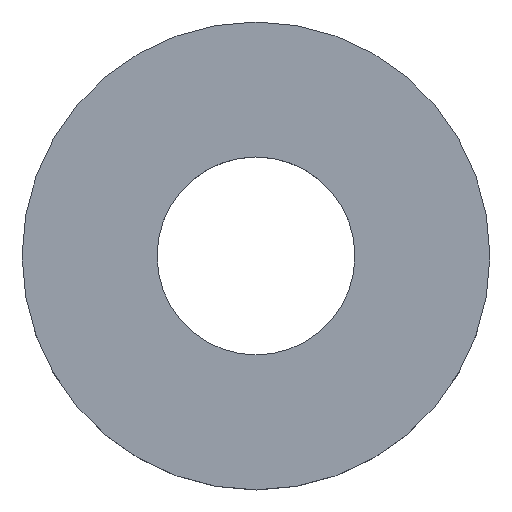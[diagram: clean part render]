
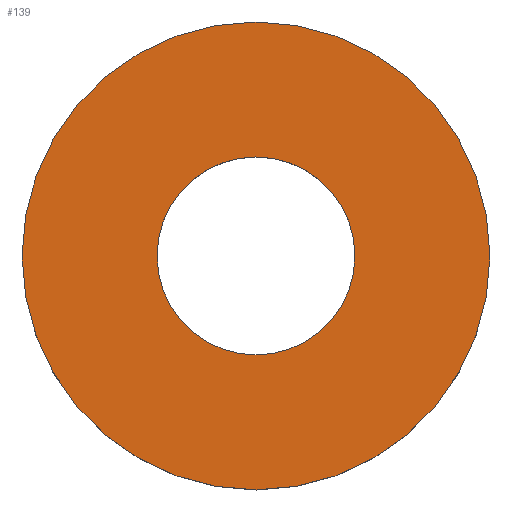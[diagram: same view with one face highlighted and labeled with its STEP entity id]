
A CAD part, top view. The second image highlights one B-rep face of the part: STEP entity #139.
In plain terms, the highlighted planar face has unit normal (0, 0, 1).
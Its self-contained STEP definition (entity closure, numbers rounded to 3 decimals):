
#22=FACE_BOUND('',#48,.T.);
#27=PLANE('',#171);
#34=FACE_OUTER_BOUND('',#47,.T.);
#47=EDGE_LOOP('',(#113));
#48=EDGE_LOOP('',(#114));
#70=CIRCLE('',#170,11.);
#71=CIRCLE('',#172,26.);
#80=VERTEX_POINT('',#251);
#81=VERTEX_POINT('',#255);
#91=EDGE_CURVE('',#80,#80,#70,.T.);
#93=EDGE_CURVE('',#81,#81,#71,.T.);
#113=ORIENTED_EDGE('',*,*,#93,.T.);
#114=ORIENTED_EDGE('',*,*,#91,.T.);
#139=ADVANCED_FACE('',(#34,#22),#27,.T.);
#170=AXIS2_PLACEMENT_3D('',#252,#207,#208);
#171=AXIS2_PLACEMENT_3D('',#254,#210,#211);
#172=AXIS2_PLACEMENT_3D('',#256,#212,#213);
#207=DIRECTION('center_axis',(0.,0.,
-1.));
#208=DIRECTION('ref_axis',(-1.,0.,0.));
#210=DIRECTION('center_axis',(0.,0.,
1.));
#211=DIRECTION('ref_axis',(-1.,0.,0.));
#212=DIRECTION('center_axis',(0.,0.,
1.));
#213=DIRECTION('ref_axis',(-1.,0.,0.));
#251=CARTESIAN_POINT('',(-3.4,0.604,15.678));
#252=CARTESIAN_POINT('Origin',(-14.4,0.604,15.678));
#254=CARTESIAN_POINT('Origin',(-14.4,0.604,15.678));
#255=CARTESIAN_POINT('',(11.6,0.604,15.678));
#256=CARTESIAN_POINT('Origin',(-14.4,0.604,15.678));
